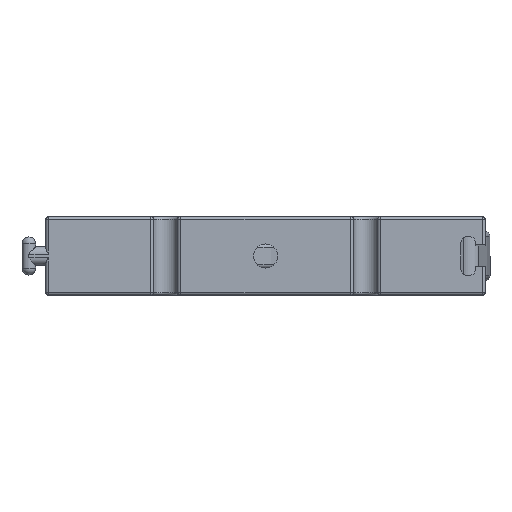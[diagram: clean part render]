
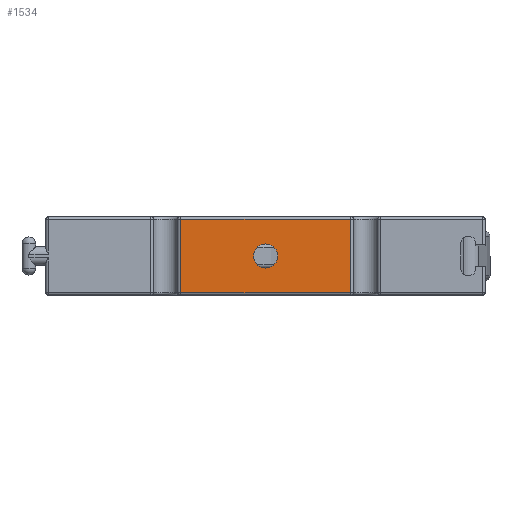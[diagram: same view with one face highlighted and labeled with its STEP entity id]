
A CAD part, left-side view. The second image highlights one B-rep face of the part: STEP entity #1534.
In plain terms, the highlighted planar face has unit normal (-1, 0, 0).
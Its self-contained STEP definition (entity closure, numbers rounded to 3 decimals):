
#640=PLANE('',#10379);
#1534=ADVANCED_FACE('',(#4008,#4009),#640,.F.);
#2360=CIRCLE('',#10378,2.463);
#2896=LINE('',#17074,#3602);
#2897=LINE('',#17077,#3603);
#2898=LINE('',#17079,#3604);
#2899=LINE('',#17081,#3605);
#3602=VECTOR('',#12301,1.);
#3603=VECTOR('',#12302,1.);
#3604=VECTOR('',#12303,1.);
#3605=VECTOR('',#12304,1.);
#4008=FACE_BOUND('',#4293,.T.);
#4009=FACE_BOUND('',#4294,.T.);
#4293=EDGE_LOOP('',(#5845,#5846,#5847,#5848));
#4294=EDGE_LOOP('',(#5849));
#5845=ORIENTED_EDGE('',*,*,#9032,.T.);
#5846=ORIENTED_EDGE('',*,*,#9033,.T.);
#5847=ORIENTED_EDGE('',*,*,#9034,.T.);
#5848=ORIENTED_EDGE('',*,*,#9035,.T.);
#5849=ORIENTED_EDGE('',*,*,#9036,.F.);
#7994=VERTEX_POINT('',#17075);
#7995=VERTEX_POINT('',#17076);
#7996=VERTEX_POINT('',#17078);
#7997=VERTEX_POINT('',#17080);
#7998=VERTEX_POINT('',#17083);
#9032=EDGE_CURVE('',#7994,#7995,#2896,.T.);
#9033=EDGE_CURVE('',#7995,#7996,#2897,.T.);
#9034=EDGE_CURVE('',#7996,#7997,#2898,.T.);
#9035=EDGE_CURVE('',#7997,#7994,#2899,.T.);
#9036=EDGE_CURVE('',#7998,#7998,#2360,.T.);
#10378=AXIS2_PLACEMENT_3D('',#17082,#12305,#12306);
#10379=AXIS2_PLACEMENT_3D('',#17084,#12307,#12308);
#12301=DIRECTION('',(0.,0.,-1.));
#12302=DIRECTION('',(0.,-1.,0.));
#12303=DIRECTION('',(0.,0.,1.));
#12304=DIRECTION('',(0.,1.,0.));
#12305=DIRECTION('',(-1.,0.,0.));
#12306=DIRECTION('',(0.,0.,-1.));
#12307=DIRECTION('',(1.,0.,0.));
#12308=DIRECTION('',(0.,-1.,0.));
#17074=CARTESIAN_POINT('',(-23.182,128.742,1.98));
#17075=CARTESIAN_POINT('',(-23.182,128.742,17.48));
#17076=CARTESIAN_POINT('',(-23.182,128.742,2.48));
#17077=CARTESIAN_POINT('',(-23.182,92.84,2.48));
#17078=CARTESIAN_POINT('',(-23.182,93.938,2.48));
#17079=CARTESIAN_POINT('',(-23.182,93.938,1.98));
#17080=CARTESIAN_POINT('',(-23.182,93.938,17.48));
#17081=CARTESIAN_POINT('',(-23.182,128.742,17.48));
#17082=CARTESIAN_POINT('',(-23.182,111.34,9.98));
#17083=CARTESIAN_POINT('',(-23.182,111.34,7.517));
#17084=CARTESIAN_POINT('',(-23.182,92.84,1.98));
